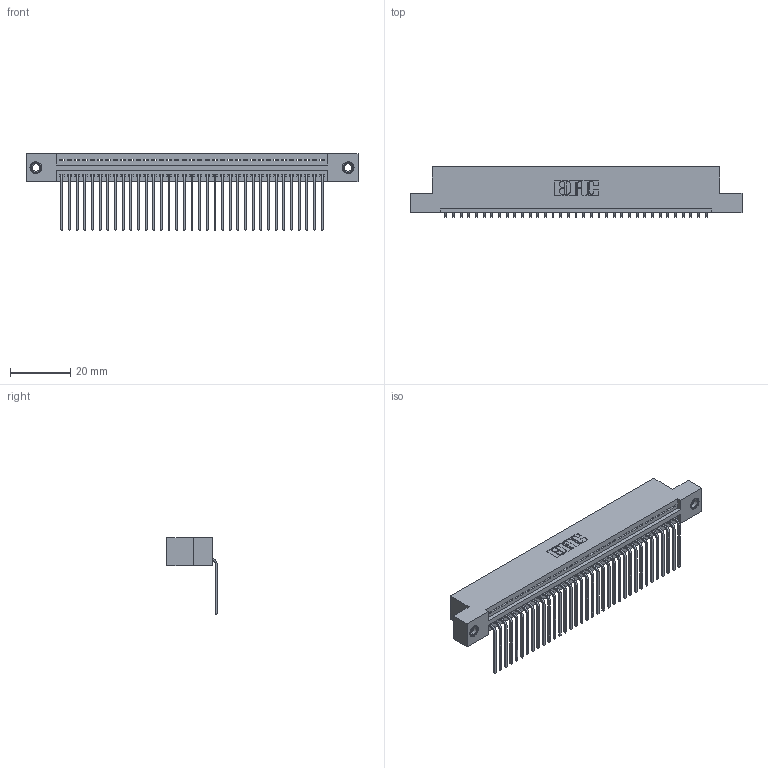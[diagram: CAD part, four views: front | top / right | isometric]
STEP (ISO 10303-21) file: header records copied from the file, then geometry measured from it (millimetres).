
FILE_DESCRIPTION (( 'STEP AP203' ), '1' );
FILE_NAME ('345-035-559-107.STEP', '2019-10-07T21:48:44', ( '' ), ( '' ), 'SwSTEP 2.0', 'SolidWorks 2016', '' );
FILE_SCHEMA (( 'CONFIG_CONTROL_DESIGN' ));
Length unit declared in the file: inch
Products named in the file (4): 345-035-559-107; 345 Part_Flush Mounting Lugs - 0.156 Dia-TI; 345-250-001_345-250-005-103; 345-292-001_558 559 Tail - 1
Assembly tree (38 placements, depth 2):
  345-035-559-107
    345 Part_Flush Mounting Lugs - 0.156 Dia-TI
    345-292-001_558 559 Tail - 1  x35
    345-250-001_345-250-005-103  x2
Bounding box: 110.11 x 16.75 x 25.53 mm (x, y, z)
Volume: 10504 mm3; surface area: 14581.5 mm2
Topology: 38 solids, 38 shells, 2286 faces, 6847 edges, 4510 vertices
Faces by surface type: plane 1582, cylinder 688, cone 12, torus 4
Entity records: 28554 total; most frequent: CARTESIAN_POINT 4928, ORIENTED_EDGE 4890, DIRECTION 4341, EDGE_CURVE 2445, LINE 2153, VECTOR 2153, VERTEX_POINT 1624, AXIS2_PLACEMENT_3D 1094
